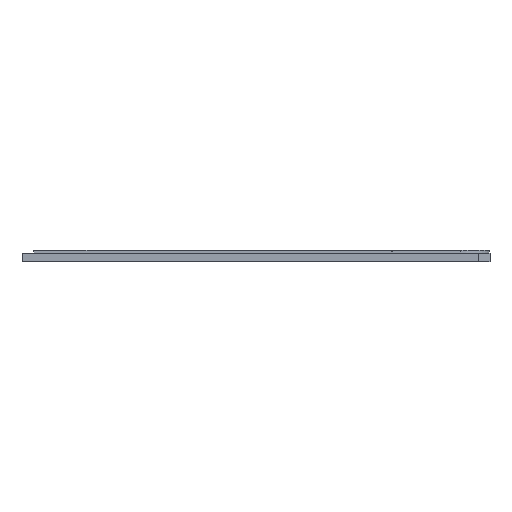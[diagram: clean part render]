
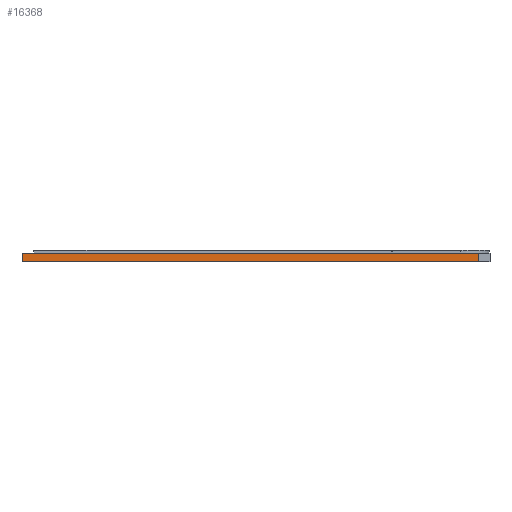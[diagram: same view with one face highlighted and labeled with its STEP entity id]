
A CAD part, left-side view. The second image highlights one B-rep face of the part: STEP entity #16368.
In plain terms, the highlighted planar face has unit normal (-1, 0, 0).
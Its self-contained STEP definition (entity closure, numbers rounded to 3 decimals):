
#2184=FACE_OUTER_BOUND('',#3132,.T.);
#3132=EDGE_LOOP('',(#15044,#15045,#15046,#15047));
#3669=LINE('',#25427,#5247);
#4696=LINE('',#32564,#6274);
#4712=LINE('',#32599,#6290);
#4713=LINE('',#32600,#6291);
#5247=VECTOR('',#17611,10.);
#6274=VECTOR('',#19294,10.);
#6290=VECTOR('',#19316,10.);
#6291=VECTOR('',#19317,10.);
#6915=VERTEX_POINT('',#25412);
#6922=VERTEX_POINT('',#25425);
#7895=VERTEX_POINT('',#32561);
#7896=VERTEX_POINT('',#32563);
#8829=EDGE_CURVE('',#6922,#6915,#3669,.T.);
#10282=EDGE_CURVE('',#7895,#7896,#4696,.T.);
#10300=EDGE_CURVE('',#7895,#6915,#4712,.T.);
#10301=EDGE_CURVE('',#7896,#6922,#4713,.T.);
#15044=ORIENTED_EDGE('',*,*,#10282,.F.);
#15045=ORIENTED_EDGE('',*,*,#10300,.T.);
#15046=ORIENTED_EDGE('',*,*,#8829,.F.);
#15047=ORIENTED_EDGE('',*,*,#10301,.F.);
#15534=PLANE('',#16846);
#16368=ADVANCED_FACE('',(#2184),#15534,.T.);
#16846=AXIS2_PLACEMENT_3D('',#32598,#19314,#19315);
#17611=DIRECTION('',(0.,1.,0.));
#19294=DIRECTION('',(0.,-1.,0.));
#19314=DIRECTION('center_axis',(-1.,0.,
0.));
#19315=DIRECTION('ref_axis',(0.,1.,0.));
#19316=DIRECTION('',(0.,0.,-1.));
#19317=DIRECTION('',(0.,0.,-1.));
#25412=CARTESIAN_POINT('',(-86.3,332.85,-30.8));
#25425=CARTESIAN_POINT('',(-86.25,179.933,-30.8));
#25427=CARTESIAN_POINT('',(-86.287,293.636,-30.8));
#32561=CARTESIAN_POINT('',(-86.3,332.85,-28.));
#32563=CARTESIAN_POINT('',(-86.25,179.933,-28.));
#32564=CARTESIAN_POINT('',(-86.287,293.636,-28.));
#32598=CARTESIAN_POINT('Origin',(-86.25,179.933,-28.));
#32599=CARTESIAN_POINT('',(-86.3,332.85,-28.));
#32600=CARTESIAN_POINT('',(-86.25,179.933,-28.));
